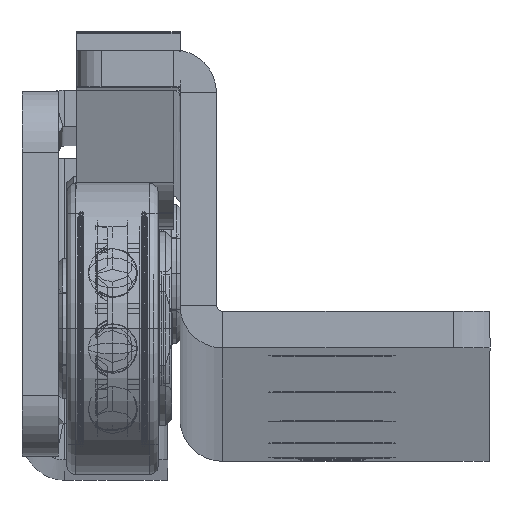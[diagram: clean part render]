
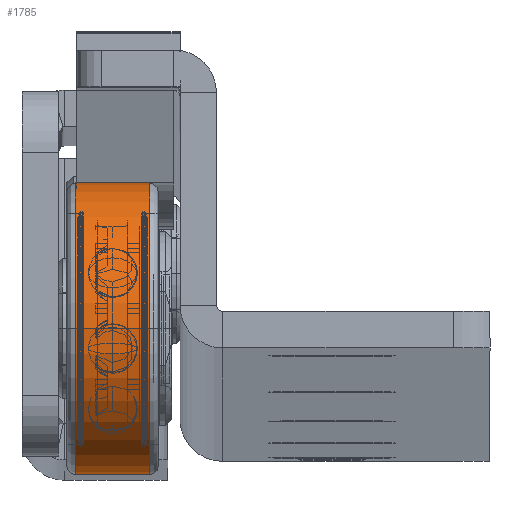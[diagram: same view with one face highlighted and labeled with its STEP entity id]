
A CAD part, top view. The second image highlights one B-rep face of the part: STEP entity #1785.
In plain terms, the highlighted cylindrical face has radius 12 mm (diameter 24 mm), a partial arc.
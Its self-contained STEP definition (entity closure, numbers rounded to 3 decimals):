
#1267 = CARTESIAN_POINT ( 'NONE',  ( -3.05, 12., 0. ) ) ;
#1381 = CARTESIAN_POINT ( 'NONE',  ( 3.05, -12., 0. ) ) ;
#1785 = ADVANCED_FACE ( 'NONE', ( #10037 ), #8952, .T. ) ;
#1813 = EDGE_CURVE ( 'NONE', #9332, #10004, #12594, .T. ) ;
#1957 = DIRECTION ( 'NONE',  ( -1., 0., 0. ) ) ;
#2042 = CARTESIAN_POINT ( 'NONE',  ( -3.75, 12., 0. ) ) ;
#3654 = DIRECTION ( 'NONE',  ( 0., -1., 0. ) ) ;
#3679 = AXIS2_PLACEMENT_3D ( 'NONE', #10877, #6243, #3654 ) ;
#4072 = EDGE_CURVE ( 'NONE', #9696, #9332, #12140, .T. ) ;
#4078 = CARTESIAN_POINT ( 'NONE',  ( -3.75, 0., 0. ) ) ;
#4280 = EDGE_CURVE ( 'NONE', #7538, #10004, #12811, .T. ) ;
#4537 = AXIS2_PLACEMENT_3D ( 'NONE', #4078, #1957, #6519 ) ;
#4893 = DIRECTION ( 'NONE',  ( -1., 0., 0. ) ) ;
#6243 = DIRECTION ( 'NONE',  ( -1., 0., 0. ) ) ;
#6450 = CIRCLE ( 'NONE', #3679, 12. ) ;
#6519 = DIRECTION ( 'NONE',  ( 0., -1., 0. ) ) ;
#6837 = VECTOR ( 'NONE', #4893, 1000. ) ;
#7538 = VERTEX_POINT ( 'NONE', #15475 ) ;
#7555 = AXIS2_PLACEMENT_3D ( 'NONE', #12883, #11946, #8075 ) ;
#8075 = DIRECTION ( 'NONE',  ( 0., 1., 0. ) ) ;
#8952 = CYLINDRICAL_SURFACE ( 'NONE', #4537, 12. ) ;
#9332 = VERTEX_POINT ( 'NONE', #10593 ) ;
#9696 = VERTEX_POINT ( 'NONE', #1381 ) ;
#9735 = EDGE_LOOP ( 'NONE', ( #12313, #15397, #9923, #13756 ) ) ;
#9747 = EDGE_CURVE ( 'NONE', #7538, #9696, #6450, .T. ) ;
#9923 = ORIENTED_EDGE ( 'NONE', *, *, #4072, .T. ) ;
#10004 = VERTEX_POINT ( 'NONE', #1267 ) ;
#10037 = FACE_OUTER_BOUND ( 'NONE', #9735, .T. ) ;
#10593 = CARTESIAN_POINT ( 'NONE',  ( -3.05, -12., 0. ) ) ;
#10877 = CARTESIAN_POINT ( 'NONE',  ( 3.05, 0., 0. ) ) ;
#11637 = DIRECTION ( 'NONE',  ( -1., 0., 0. ) ) ;
#11946 = DIRECTION ( 'NONE',  ( 1., 0., 0. ) ) ;
#12140 = LINE ( 'NONE', #15521, #6837 ) ;
#12313 = ORIENTED_EDGE ( 'NONE', *, *, #4280, .F. ) ;
#12594 = CIRCLE ( 'NONE', #7555, 12. ) ;
#12811 = LINE ( 'NONE', #2042, #12875 ) ;
#12875 = VECTOR ( 'NONE', #11637, 1000. ) ;
#12883 = CARTESIAN_POINT ( 'NONE',  ( -3.05, 0., 0. ) ) ;
#13756 = ORIENTED_EDGE ( 'NONE', *, *, #1813, .T. ) ;
#15397 = ORIENTED_EDGE ( 'NONE', *, *, #9747, .T. ) ;
#15475 = CARTESIAN_POINT ( 'NONE',  ( 3.05, 12., 0. ) ) ;
#15521 = CARTESIAN_POINT ( 'NONE',  ( -3.75, -12., 0. ) ) ;
